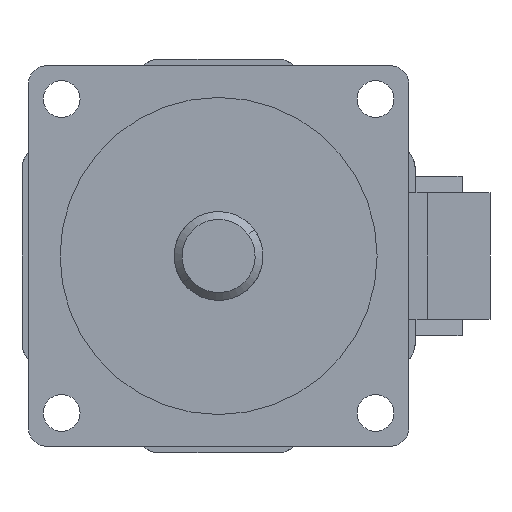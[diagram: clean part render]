
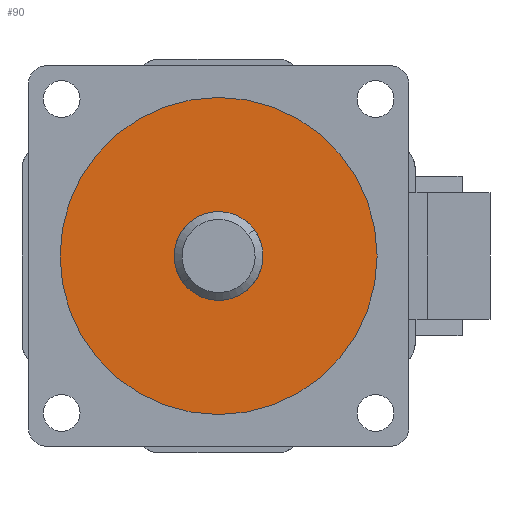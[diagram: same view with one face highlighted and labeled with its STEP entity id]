
A CAD part, left-side view. The second image highlights one B-rep face of the part: STEP entity #90.
In plain terms, the highlighted planar face has unit normal (-1, 0, 0).
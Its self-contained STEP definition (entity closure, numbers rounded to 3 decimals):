
#4 = VERTEX_POINT ( 'NONE', #3416 ) ;
#27 = EDGE_CURVE ( 'NONE', #4, #3188, #3536, .T. ) ;
#48 = EDGE_LOOP ( 'NONE', ( #2813, #3318 ) ) ;
#56 = EDGE_LOOP ( 'NONE', ( #2966, #232 ) ) ;
#90 = ADVANCED_FACE ( 'NONE', ( #717, #718 ), #719, .F. ) ;
#232 = ORIENTED_EDGE ( 'NONE', *, *, #3265, .T. ) ;
#255 = DIRECTION ( 'NONE',  ( -1., 0., 0. ) ) ;
#256 = DIRECTION ( 'NONE',  ( 0., -1., 0. ) ) ;
#472 = CIRCLE ( 'NONE', #473, 7. ) ;
#473 = AXIS2_PLACEMENT_3D ( 'NONE', #474, #475, #476 ) ;
#474 = CARTESIAN_POINT ( 'NONE',  ( -3., 0., 0. ) ) ;
#475 = DIRECTION ( 'NONE',  ( -1., 0., 0. ) ) ;
#476 = DIRECTION ( 'NONE',  ( 0., -1., 0. ) ) ;
#717 = FACE_BOUND ( 'NONE', #48, .T. ) ;
#718 = FACE_OUTER_BOUND ( 'NONE', #56, .T. ) ;
#719 = PLANE ( 'NONE',  #720 ) ;
#720 = AXIS2_PLACEMENT_3D ( 'NONE', #721, #722, #723 ) ;
#721 = CARTESIAN_POINT ( 'NONE',  ( -3., 7., 0. ) ) ;
#722 = DIRECTION ( 'NONE',  ( 1., 0., 0. ) ) ;
#723 = DIRECTION ( 'NONE',  ( 0., 1., 0. ) ) ;
#747 = CIRCLE ( 'NONE', #748, 25. ) ;
#748 = AXIS2_PLACEMENT_3D ( 'NONE', #749, #750, #751 ) ;
#749 = CARTESIAN_POINT ( 'NONE',  ( -3., 0., 0. ) ) ;
#750 = DIRECTION ( 'NONE',  ( -1., 0., 0. ) ) ;
#751 = DIRECTION ( 'NONE',  ( 0., -1., 0. ) ) ;
#1351 = CARTESIAN_POINT ( 'NONE',  ( -3., 25., 0. ) ) ;
#1438 = CARTESIAN_POINT ( 'NONE',  ( -3., -7., 0. ) ) ;
#1713 = CARTESIAN_POINT ( 'NONE',  ( -3., -25., 0. ) ) ;
#1921 = EDGE_CURVE ( 'NONE', #3188, #4, #472, .T. ) ;
#2157 = CIRCLE ( 'NONE', #2158, 25. ) ;
#2158 = AXIS2_PLACEMENT_3D ( 'NONE', #2159, #2160, #2161 ) ;
#2159 = CARTESIAN_POINT ( 'NONE',  ( -3., 0., 0. ) ) ;
#2160 = DIRECTION ( 'NONE',  ( -1., 0., 0. ) ) ;
#2161 = DIRECTION ( 'NONE',  ( 0., -1., 0. ) ) ;
#2813 = ORIENTED_EDGE ( 'NONE', *, *, #1921, .F. ) ;
#2887 = VERTEX_POINT ( 'NONE', #1351 ) ;
#2966 = ORIENTED_EDGE ( 'NONE', *, *, #3071, .T. ) ;
#3071 = EDGE_CURVE ( 'NONE', #3360, #2887, #2157, .T. ) ;
#3188 = VERTEX_POINT ( 'NONE', #1438 ) ;
#3265 = EDGE_CURVE ( 'NONE', #2887, #3360, #747, .T. ) ;
#3318 = ORIENTED_EDGE ( 'NONE', *, *, #27, .F. ) ;
#3360 = VERTEX_POINT ( 'NONE', #1713 ) ;
#3416 = CARTESIAN_POINT ( 'NONE',  ( -3., 7., 0. ) ) ;
#3536 = CIRCLE ( 'NONE', #3537, 7. ) ;
#3537 = AXIS2_PLACEMENT_3D ( 'NONE', #3538, #255, #256 ) ;
#3538 = CARTESIAN_POINT ( 'NONE',  ( -3., 0., 0. ) ) ;
